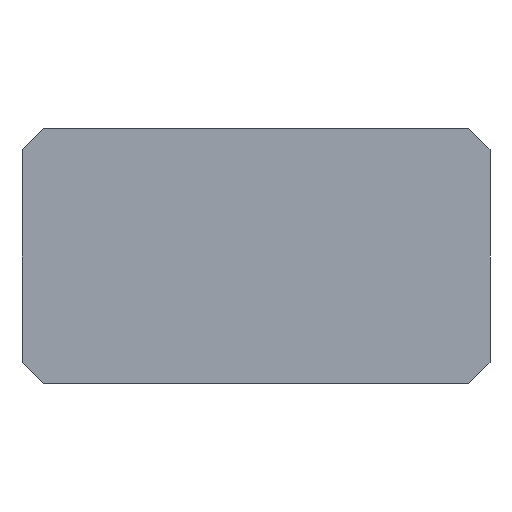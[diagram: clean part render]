
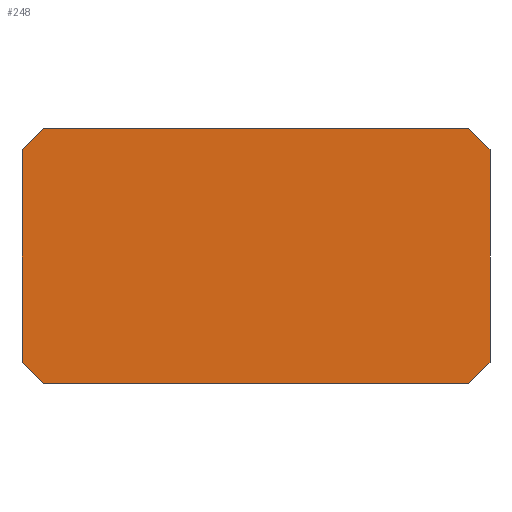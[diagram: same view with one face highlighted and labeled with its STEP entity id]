
A CAD part, front view. The second image highlights one B-rep face of the part: STEP entity #248.
In plain terms, the highlighted planar face has unit normal (0, -1, 0).
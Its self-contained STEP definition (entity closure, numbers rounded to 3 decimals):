
#112=EDGE_CURVE('',#132,#220,#282,.T.);
#132=VERTEX_POINT('',#304);
#138=EDGE_CURVE('',#244,#132,#311,.T.);
#142=EDGE_CURVE('',#158,#164,#315,.T.);
#154=EDGE_CURVE('',#174,#158,#330,.T.);
#158=VERTEX_POINT('',#334);
#164=VERTEX_POINT('',#341);
#170=EDGE_CURVE('',#218,#186,#349,.T.);
#174=VERTEX_POINT('',#353);
#176=EDGE_CURVE('',#186,#174,#355,.T.);
#186=VERTEX_POINT('',#367);
#210=EDGE_CURVE('',#220,#218,#391,.T.);
#218=VERTEX_POINT('',#400);
#220=VERTEX_POINT('',#402);
#238=EDGE_CURVE('',#164,#244,#421,.T.);
#244=VERTEX_POINT('',#429);
#248=ADVANCED_FACE('',(#433),#434,.T.);
#282=LINE('',#459,#460);
#304=CARTESIAN_POINT('',(11.0,-16.0,11.0));
#311=LINE('',#498,#499);
#315=LINE('',#506,#507);
#330=LINE('',#527,#528);
#334=CARTESIAN_POINT('',(-11.0,-16.0,11.0));
#341=CARTESIAN_POINT('',(-10.0,-16.0,12.0));
#349=LINE('',#550,#551);
#353=CARTESIAN_POINT('',(-11.0,-16.0,1.0));
#355=LINE('',#559,#560);
#367=CARTESIAN_POINT('',(-10.0,-16.0,0.0));
#391=LINE('',#611,#612);
#400=CARTESIAN_POINT('',(10.0,-16.0,0.0));
#402=CARTESIAN_POINT('',(11.0,-16.0,1.0));
#421=LINE('',#657,#658);
#429=CARTESIAN_POINT('',(10.0,-16.0,12.0));
#433=FACE_OUTER_BOUND('',#672,.T.);
#434=PLANE('',#673);
#459=CARTESIAN_POINT('',(11.0,-16.0,1.0));
#460=VECTOR('',#697,1.0);
#498=CARTESIAN_POINT('',(11.0,-16.0,11.0));
#499=VECTOR('',#730,1.0);
#506=CARTESIAN_POINT('',(-10.0,-16.0,12.0));
#507=VECTOR('',#732,1.0);
#527=CARTESIAN_POINT('',(-11.0,-16.0,11.0));
#528=VECTOR('',#751,1.0);
#550=CARTESIAN_POINT('',(-10.0,-16.0,0.0));
#551=VECTOR('',#771,1.0);
#559=CARTESIAN_POINT('',(-11.0,-16.0,1.0));
#560=VECTOR('',#775,1.0);
#611=CARTESIAN_POINT('',(10.0,-16.0,0.0));
#612=VECTOR('',#799,1.0);
#657=CARTESIAN_POINT('',(10.0,-16.0,12.0));
#658=VECTOR('',#832,1.0);
#672=EDGE_LOOP('',(#851,#852,#853,#854,#855,#856,#857,#858));
#673=AXIS2_PLACEMENT_3D('',#859,#860,#861);
#697=DIRECTION('',(0.0,0.,-1.0));
#730=DIRECTION('',(0.707,0.,-0.707));
#732=DIRECTION('',(0.707,0.,0.707));
#751=DIRECTION('',(0.0,0.,1.0));
#771=DIRECTION('',(-1.0,0.0,0.0));
#775=DIRECTION('',(-0.707,0.,0.707));
#799=DIRECTION('',(-0.707,0.,-0.707));
#832=DIRECTION('',(1.0,0.0,0.0));
#851=ORIENTED_EDGE('',*,*,#210,.F.);
#852=ORIENTED_EDGE('',*,*,#112,.F.);
#853=ORIENTED_EDGE('',*,*,#138,.F.);
#854=ORIENTED_EDGE('',*,*,#238,.F.);
#855=ORIENTED_EDGE('',*,*,#142,.F.);
#856=ORIENTED_EDGE('',*,*,#154,.F.);
#857=ORIENTED_EDGE('',*,*,#176,.F.);
#858=ORIENTED_EDGE('',*,*,#170,.F.);
#859=CARTESIAN_POINT('',(0.,-16.0,6.));
#860=DIRECTION('',(0.0,-1.0,0.));
#861=DIRECTION('',(1.0,0.0,0.0));
